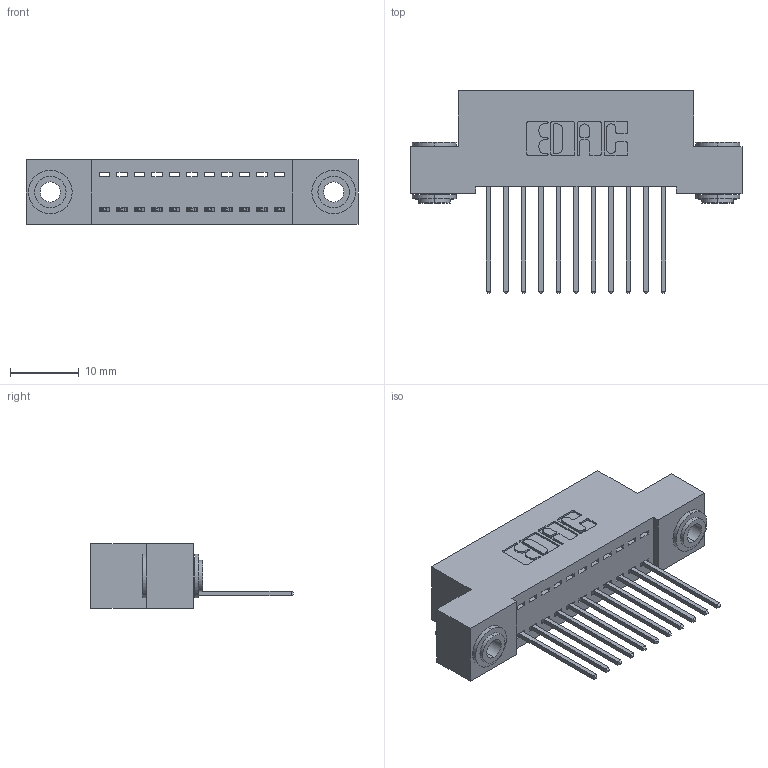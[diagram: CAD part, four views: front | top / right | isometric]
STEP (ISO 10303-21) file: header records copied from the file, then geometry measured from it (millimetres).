
FILE_DESCRIPTION (( 'STEP AP203' ), '1' );
FILE_NAME ('392-011-540-103.STEP', '2019-10-05T01:35:02', ( '' ), ( '' ), 'SwSTEP 2.0', 'SolidWorks 2016', '' );
FILE_SCHEMA (( 'CONFIG_CONTROL_DESIGN' ));
Length unit declared in the file: inch
Products named in the file (4): 342 Part_.156 TH; 345-292-001_345-293-140; 342-250-002_345-250-002-102; 392-011-540-103
Assembly tree (14 placements, depth 2):
  392-011-540-103
    342 Part_.156 TH
    345-292-001_345-293-140  x11
    342-250-002_345-250-002-102  x2
Bounding box: 48.26 x 29.47 x 9.4 mm (x, y, z)
Volume: 4155 mm3; surface area: 5851.7 mm2
Topology: 14 solids, 14 shells, 786 faces, 2311 edges, 1522 vertices
Faces by surface type: plane 538, cylinder 240, cone 8
Entity records: 11270 total; most frequent: CARTESIAN_POINT 1926, ORIENTED_EDGE 1866, DIRECTION 1721, EDGE_CURVE 933, LINE 781, VECTOR 781, VERTEX_POINT 618, AXIS2_PLACEMENT_3D 470
